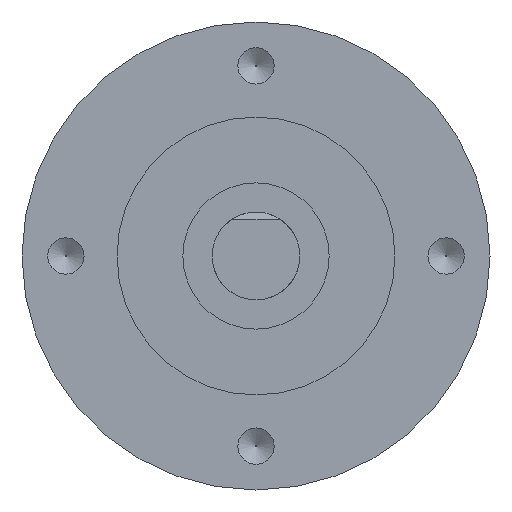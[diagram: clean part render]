
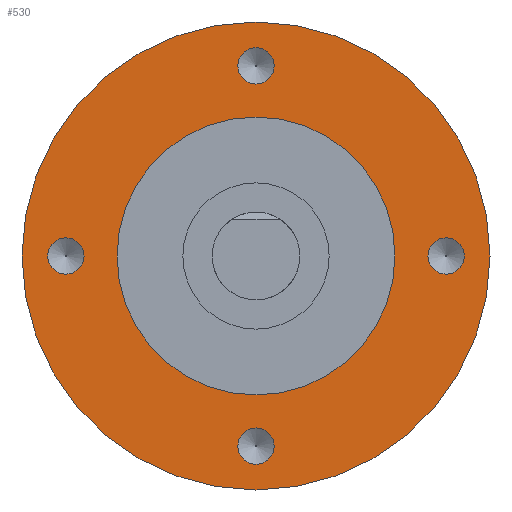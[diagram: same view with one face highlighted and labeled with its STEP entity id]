
A CAD part, left-side view. The second image highlights one B-rep face of the part: STEP entity #530.
In plain terms, the highlighted planar face has unit normal (-1, 0, 0).
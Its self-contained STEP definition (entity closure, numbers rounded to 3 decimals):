
#530=ADVANCED_FACE('', (#540,#550,#560,#570,#580,#590), #600, .T.);
#2420=AXIS2_PLACEMENT_3D('Ax2Pl3d', #2430, #2440, #2450);
#2500=AXIS2_PLACEMENT_3D('Ax2Pl3d', #2510, #2520, #2530);
#2540=AXIS2_PLACEMENT_3D('Ax2Pl3d', #2550, #2560, #2570);
#2580=AXIS2_PLACEMENT_3D('Ax2Pl3d', #2590, #2600, #2610);
#2620=AXIS2_PLACEMENT_3D('Ax2Pl3d', #2630, #2640, #2650);
#2660=AXIS2_PLACEMENT_3D('Ax2Pl3d', #2670, #2680, #2690);
#2700=AXIS2_PLACEMENT_3D('Ax2Pl3d', #2710, #2720, #2730);
#2430=CARTESIAN_POINT('HicPkt', (0.,13.,0.));
#4480=CARTESIAN_POINT('', (0.,14.24,0.));
#2510=CARTESIAN_POINT('HicPkt', (0.,16.,0.));
#2550=CARTESIAN_POINT('HicPkt', (0.,0.,0.));
#4500=CARTESIAN_POINT('', (0.,16.,0.));
#2590=CARTESIAN_POINT('HicPkt', (0.,-13.,0.));
#4510=CARTESIAN_POINT('', (0.,-11.76,0.));
#2630=CARTESIAN_POINT('HicPkt', (0.,0.,13.));
#4520=CARTESIAN_POINT('', (0.,1.24,13.));
#2670=CARTESIAN_POINT('HicPkt', (0.,0.,-13.));
#4530=CARTESIAN_POINT('', (0.,1.24,-13.));
#2710=CARTESIAN_POINT('HicPkt', (0.,0.,0.));
#4540=CARTESIAN_POINT('', (0.,9.5,0.));
#4880=CIRCLE('Circle', #2420, 1.24);
#4900=CIRCLE('Circle', #2540, 16.);
#4910=CIRCLE('Circle', #2580, 1.24);
#4920=CIRCLE('Circle', #2620, 1.24);
#4930=CIRCLE('Circle', #2660, 1.24);
#4940=CIRCLE('Circle', #2700, 9.5);
#2440=DIRECTION('Axis', (-1.,0.,0.))
;
#2450=DIRECTION('RefDirection', (0.,
0.,-1.));
#2520=DIRECTION('Axis', (-1.,0.,0.))
;
#2530=DIRECTION('RefDirection', (0.,
0.,-1.));
#2560=DIRECTION('Axis', (-1.,0.,0.))
;
#2570=DIRECTION('RefDirection', (0.,
0.,-1.));
#2600=DIRECTION('Axis', (-1.,0.,0.))
;
#2610=DIRECTION('RefDirection', (0.,
0.,-1.));
#2640=DIRECTION('Axis', (-1.,0.,0.))
;
#2650=DIRECTION('RefDirection', (0.,
0.,-1.));
#2680=DIRECTION('Axis', (-1.,0.,0.))
;
#2690=DIRECTION('RefDirection', (0.,
0.,-1.));
#2720=DIRECTION('Axis', (-1.,0.,0.))
;
#2730=DIRECTION('RefDirection', (0.,
0.,-1.));
#6910=EDGE_CURVE('', #6920, #6920, #4880, .T.);
#6950=EDGE_CURVE('', #6960, #6960, #4900, .T.);
#6970=EDGE_CURVE('', #6980, #6980, #4910, .T.);
#6990=EDGE_CURVE('', #7000, #7000, #4920, .T.);
#7010=EDGE_CURVE('', #7020, #7020, #4930, .T.);
#7030=EDGE_CURVE('', #7040, #7040, #4940, .T.);
#7940=EDGE_LOOP('Edge_loop', (#7950));
#7960=EDGE_LOOP('Edge_loop', (#7970));
#7980=EDGE_LOOP('Edge_loop', (#7990));
#8000=EDGE_LOOP('Edge_loop', (#8010));
#8020=EDGE_LOOP('Edge_loop', (#8030));
#8040=EDGE_LOOP('Edge_loop', (#8050));
#550=FACE_BOUND('', #7960, .T.);
#560=FACE_BOUND('', #7980, .T.);
#570=FACE_BOUND('', #8000, .T.);
#580=FACE_BOUND('', #8020, .T.);
#590=FACE_BOUND('', #8040, .T.);
#540=FACE_OUTER_BOUND('Face_outer_bound', #7940, .T.);
#7950=ORIENTED_EDGE('', *, *, #6950, .T.);
#7970=ORIENTED_EDGE('', *, *, #6910, .F.);
#7990=ORIENTED_EDGE('', *, *, #6970, .F.);
#8010=ORIENTED_EDGE('', *, *, #6990, .F.);
#8030=ORIENTED_EDGE('', *, *, #7010, .F.);
#8050=ORIENTED_EDGE('', *, *, #7030, .F.);
#600=PLANE('Plane', #2500);
#6920=VERTEX_POINT('', #4480);
#6960=VERTEX_POINT('', #4500);
#6980=VERTEX_POINT('', #4510);
#7000=VERTEX_POINT('', #4520);
#7020=VERTEX_POINT('', #4530);
#7040=VERTEX_POINT('', #4540);
